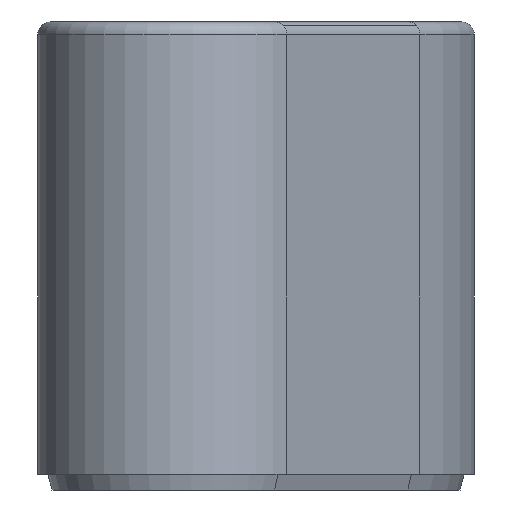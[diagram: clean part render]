
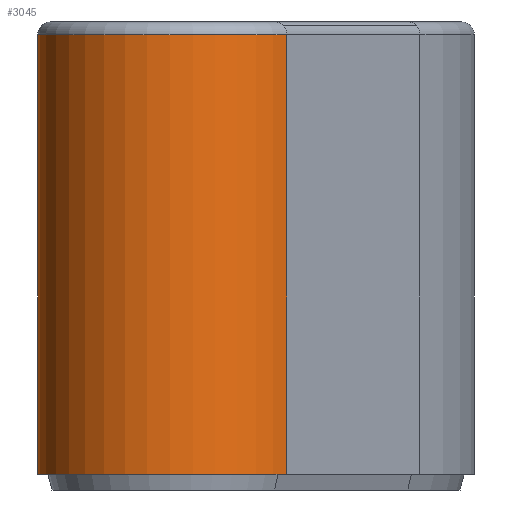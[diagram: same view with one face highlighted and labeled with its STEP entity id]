
A CAD part, left-side view. The second image highlights one B-rep face of the part: STEP entity #3045.
In plain terms, the highlighted cylindrical face has radius 21.442 mm (diameter 42.884 mm), a partial arc.
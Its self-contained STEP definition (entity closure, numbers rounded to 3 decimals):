
#15 = VERTEX_POINT ( 'NONE', #2003 ) ;
#21 = LINE ( 'NONE', #2912, #2539 ) ;
#34 = ORIENTED_EDGE ( 'NONE', *, *, #2202, .T. ) ;
#37 = EDGE_CURVE ( 'NONE', #2101, #2908, #1927, .T. ) ;
#66 = DIRECTION ( 'NONE',  ( 0., 0., 1. ) ) ;
#206 = DIRECTION ( 'NONE',  ( 0., 0., -1. ) ) ;
#300 = ORIENTED_EDGE ( 'NONE', *, *, #317, .F. ) ;
#317 = EDGE_CURVE ( 'NONE', #2101, #1016, #2764, .T. ) ;
#516 = EDGE_CURVE ( 'NONE', #1016, #15, #1129, .T. ) ;
#533 = CARTESIAN_POINT ( 'NONE',  ( -52.751, 40.448, 0. ) ) ;
#713 = VECTOR ( 'NONE', #861, 1000. ) ;
#714 = ORIENTED_EDGE ( 'NONE', *, *, #516, .F. ) ;
#784 = AXIS2_PLACEMENT_3D ( 'NONE', #533, #66, #1051 ) ;
#797 = CARTESIAN_POINT ( 'NONE',  ( -64.115, 22.265, -72. ) ) ;
#861 = DIRECTION ( 'NONE',  ( 0., 0., -1. ) ) ;
#978 = CARTESIAN_POINT ( 'NONE',  ( -64.115, 22.265, -2. ) ) ;
#1010 = DIRECTION ( 'NONE',  ( 0., 0., -1. ) ) ;
#1016 = VERTEX_POINT ( 'NONE', #797 ) ;
#1051 = DIRECTION ( 'NONE',  ( 0.163, 0.987, 0. ) ) ;
#1129 = CIRCLE ( 'NONE', #2933, 21.442 ) ;
#1252 = DIRECTION ( 'NONE',  ( 0., 0., -1. ) ) ;
#1266 = DIRECTION ( 'NONE',  ( -0.935, 0.354, 0. ) ) ;
#1385 = ORIENTED_EDGE ( 'NONE', *, *, #37, .T. ) ;
#1424 = CARTESIAN_POINT ( 'NONE',  ( -52.751, 40.448, -72. ) ) ;
#1927 = CIRCLE ( 'NONE', #2031, 21.442 ) ;
#1946 = CARTESIAN_POINT ( 'NONE',  ( -52.751, 40.448, -2. ) ) ;
#2003 = CARTESIAN_POINT ( 'NONE',  ( -49.248, 61.602, -72. ) ) ;
#2031 = AXIS2_PLACEMENT_3D ( 'NONE', #1946, #1252, #1266 ) ;
#2101 = VERTEX_POINT ( 'NONE', #978 ) ;
#2147 = DIRECTION ( 'NONE',  ( 0.163, 0.987, 0. ) ) ;
#2202 = EDGE_CURVE ( 'NONE', #2908, #15, #21, .T. ) ;
#2408 = CARTESIAN_POINT ( 'NONE',  ( -49.248, 61.602, -2. ) ) ;
#2458 = EDGE_LOOP ( 'NONE', ( #1385, #34, #714, #300 ) ) ;
#2516 = CARTESIAN_POINT ( 'NONE',  ( -64.115, 22.265, -2. ) ) ;
#2539 = VECTOR ( 'NONE', #1010, 1000. ) ;
#2764 = LINE ( 'NONE', #2516, #713 ) ;
#2908 = VERTEX_POINT ( 'NONE', #2408 ) ;
#2912 = CARTESIAN_POINT ( 'NONE',  ( -49.248, 61.602, -2. ) ) ;
#2933 = AXIS2_PLACEMENT_3D ( 'NONE', #1424, #206, #2147 ) ;
#2934 = CYLINDRICAL_SURFACE ( 'NONE', #784, 21.442 ) ;
#2956 = FACE_OUTER_BOUND ( 'NONE', #2458, .T. ) ;
#3045 = ADVANCED_FACE ( 'NONE', ( #2956 ), #2934, .T. ) ;
